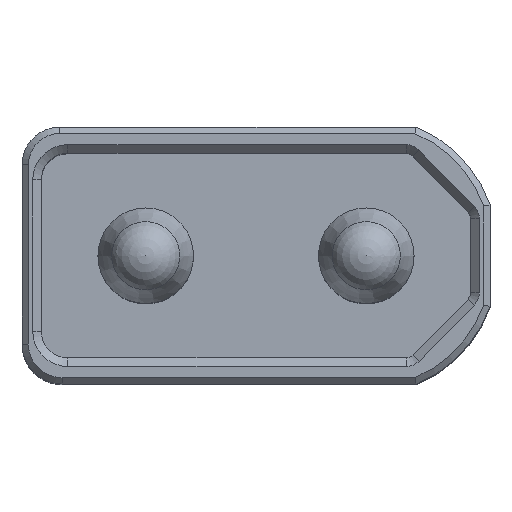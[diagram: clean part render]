
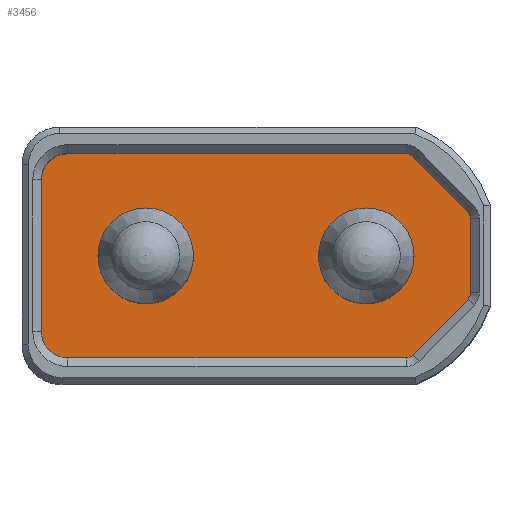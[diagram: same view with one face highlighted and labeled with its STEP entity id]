
A CAD part, top view. The second image highlights one B-rep face of the part: STEP entity #3456.
In plain terms, the highlighted planar face has unit normal (0, 0, 1).
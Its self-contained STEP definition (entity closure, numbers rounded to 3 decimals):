
#268=LINE('',#5101,#456);
#272=LINE('',#5113,#460);
#276=LINE('',#5125,#464);
#280=LINE('',#5137,#468);
#284=LINE('',#5149,#472);
#287=LINE('',#5158,#475);
#456=VECTOR('',#4333,1000.);
#460=VECTOR('',#4345,1000.);
#464=VECTOR('',#4357,1000.);
#468=VECTOR('',#4369,1000.);
#472=VECTOR('',#4381,1000.);
#475=VECTOR('',#4392,1000.);
#991=ORIENTED_EDGE('',*,*,#1451,.T.);
#992=ORIENTED_EDGE('',*,*,#1450,.T.);
#993=ORIENTED_EDGE('',*,*,#1449,.F.);
#994=ORIENTED_EDGE('',*,*,#1447,.F.);
#995=ORIENTED_EDGE('',*,*,#1444,.F.);
#996=ORIENTED_EDGE('',*,*,#1441,.F.);
#997=ORIENTED_EDGE('',*,*,#1438,.F.);
#998=ORIENTED_EDGE('',*,*,#1435,.F.);
#999=ORIENTED_EDGE('',*,*,#1432,.F.);
#1000=ORIENTED_EDGE('',*,*,#1429,.F.);
#1001=ORIENTED_EDGE('',*,*,#1426,.F.);
#1002=ORIENTED_EDGE('',*,*,#1423,.F.);
#1003=ORIENTED_EDGE('',*,*,#1420,.F.);
#1004=ORIENTED_EDGE('',*,*,#1417,.F.);
#1417=EDGE_CURVE('',#1665,#1663,#1805,.T.);
#1420=EDGE_CURVE('',#1663,#1667,#268,.T.);
#1423=EDGE_CURVE('',#1667,#1669,#1807,.T.);
#1426=EDGE_CURVE('',#1669,#1671,#272,.T.);
#1429=EDGE_CURVE('',#1671,#1673,#1809,.T.);
#1432=EDGE_CURVE('',#1673,#1675,#276,.T.);
#1435=EDGE_CURVE('',#1675,#1677,#1811,.T.);
#1438=EDGE_CURVE('',#1677,#1679,#280,.T.);
#1441=EDGE_CURVE('',#1679,#1681,#1813,.T.);
#1444=EDGE_CURVE('',#1681,#1683,#284,.T.);
#1447=EDGE_CURVE('',#1683,#1685,#1815,.T.);
#1449=EDGE_CURVE('',#1685,#1665,#287,.T.);
#1450=EDGE_CURVE('',#1686,#1686,#1816,.T.);
#1451=EDGE_CURVE('',#1687,#1687,#1817,.T.);
#1663=VERTEX_POINT('',#5090);
#1665=VERTEX_POINT('',#5094);
#1667=VERTEX_POINT('',#5099);
#1669=VERTEX_POINT('',#5105);
#1671=VERTEX_POINT('',#5111);
#1673=VERTEX_POINT('',#5117);
#1675=VERTEX_POINT('',#5123);
#1677=VERTEX_POINT('',#5129);
#1679=VERTEX_POINT('',#5135);
#1681=VERTEX_POINT('',#5141);
#1683=VERTEX_POINT('',#5147);
#1685=VERTEX_POINT('',#5153);
#1686=VERTEX_POINT('',#5161);
#1687=VERTEX_POINT('',#5164);
#1805=CIRCLE('',#3704,0.576);
#1807=CIRCLE('',#3708,0.58);
#1809=CIRCLE('',#3712,0.2);
#1811=CIRCLE('',#3716,0.2);
#1813=CIRCLE('',#3720,0.2);
#1815=CIRCLE('',#3724,0.2);
#1816=CIRCLE('',#3727,1.041);
#1817=CIRCLE('',#3729,1.041);
#1956=EDGE_LOOP('',(#991));
#1957=EDGE_LOOP('',(#992));
#1958=EDGE_LOOP('',(#993,#994,#995,#996,#997,#998,#999,#1000,#1001,#1002,
#1003,#1004));
#2134=FACE_BOUND('',#1956,.T.);
#2135=FACE_BOUND('',#1957,.T.);
#2136=FACE_BOUND('',#1958,.T.);
#2237=PLANE('',#3728);
#3456=ADVANCED_FACE('',(#2134,#2135,#2136),#2237,.F.);
#3704=AXIS2_PLACEMENT_3D('',#5095,#4327,#4328);
#3708=AXIS2_PLACEMENT_3D('',#5107,#4339,#4340);
#3712=AXIS2_PLACEMENT_3D('',#5119,#4351,#4352);
#3716=AXIS2_PLACEMENT_3D('',#5131,#4363,#4364);
#3720=AXIS2_PLACEMENT_3D('',#5143,#4375,#4376);
#3724=AXIS2_PLACEMENT_3D('',#5155,#4387,#4388);
#3727=AXIS2_PLACEMENT_3D('',#5160,#4395,#4396);
#3728=AXIS2_PLACEMENT_3D('',#5162,#4397,#4398);
#3729=AXIS2_PLACEMENT_3D('',#5163,#4399,#4400);
#4327=DIRECTION('',(0.,0.,-1.));
#4328=DIRECTION('',(1.,0.,0.));
#4333=DIRECTION('',(0.,1.,0.));
#4339=DIRECTION('',(0.,0.,-1.));
#4340=DIRECTION('',(1.,0.,0.));
#4345=DIRECTION('',(1.,0.,0.));
#4351=DIRECTION('',(0.,0.,-1.));
#4352=DIRECTION('',(1.,0.,0.));
#4357=DIRECTION('',(0.7,-0.714,0.));
#4363=DIRECTION('',(0.,0.,-1.));
#4364=DIRECTION('',(-1.,0.,0.));
#4369=DIRECTION('',(0.,-1.,0.));
#4375=DIRECTION('',(0.,0.,-1.));
#4376=DIRECTION('',(1.,0.,0.));
#4381=DIRECTION('',(-0.7,-0.714,0.));
#4387=DIRECTION('',(0.,0.,-1.));
#4388=DIRECTION('',(1.,0.,0.));
#4392=DIRECTION('',(-1.,0.,0.));
#4395=DIRECTION('',(0.,0.,-1.));
#4396=DIRECTION('',(-1.,0.,0.));
#4397=DIRECTION('',(0.,0.,-1.));
#4398=DIRECTION('',(-1.,0.,0.));
#4399=DIRECTION('',(0.,0.,-1.));
#4400=DIRECTION('',(-1.,0.,0.));
#5090=CARTESIAN_POINT('',(-4.679,-1.655,2.983));
#5094=CARTESIAN_POINT('',(-4.103,-2.23,2.983));
#5095=CARTESIAN_POINT('',(-4.103,-1.655,2.983));
#5099=CARTESIAN_POINT('',(-4.679,1.65,2.983));
#5101=CARTESIAN_POINT('',(-4.679,-1.655,2.983));
#5105=CARTESIAN_POINT('',(-4.099,2.23,2.983));
#5107=CARTESIAN_POINT('',(-4.099,1.65,2.983));
#5111=CARTESIAN_POINT('',(3.279,2.23,2.983));
#5113=CARTESIAN_POINT('',(-4.099,2.23,2.983));
#5117=CARTESIAN_POINT('',(3.422,2.171,2.983));
#5119=CARTESIAN_POINT('',(3.279,2.03,2.983));
#5123=CARTESIAN_POINT('',(4.622,0.948,2.983));
#5125=CARTESIAN_POINT('',(3.422,2.171,2.983));
#5129=CARTESIAN_POINT('',(4.679,0.808,2.983));
#5131=CARTESIAN_POINT('',(4.479,0.808,2.983));
#5135=CARTESIAN_POINT('',(4.679,-0.808,2.983));
#5137=CARTESIAN_POINT('',(4.679,0.808,2.983));
#5141=CARTESIAN_POINT('',(4.622,-0.948,2.983));
#5143=CARTESIAN_POINT('',(4.479,-0.808,2.983));
#5147=CARTESIAN_POINT('',(3.422,-2.171,2.983));
#5149=CARTESIAN_POINT('',(4.622,-0.948,2.983));
#5153=CARTESIAN_POINT('',(3.279,-2.23,2.983));
#5155=CARTESIAN_POINT('',(3.279,-2.03,2.983));
#5158=CARTESIAN_POINT('',(3.279,-2.23,2.983));
#5160=CARTESIAN_POINT('',(-2.403,0.,2.983));
#5161=CARTESIAN_POINT('',(-3.445,0.,2.983));
#5162=CARTESIAN_POINT('',(3.279,2.03,2.983));
#5163=CARTESIAN_POINT('',(2.403,0.,2.983));
#5164=CARTESIAN_POINT('',(1.362,0.,2.983));
